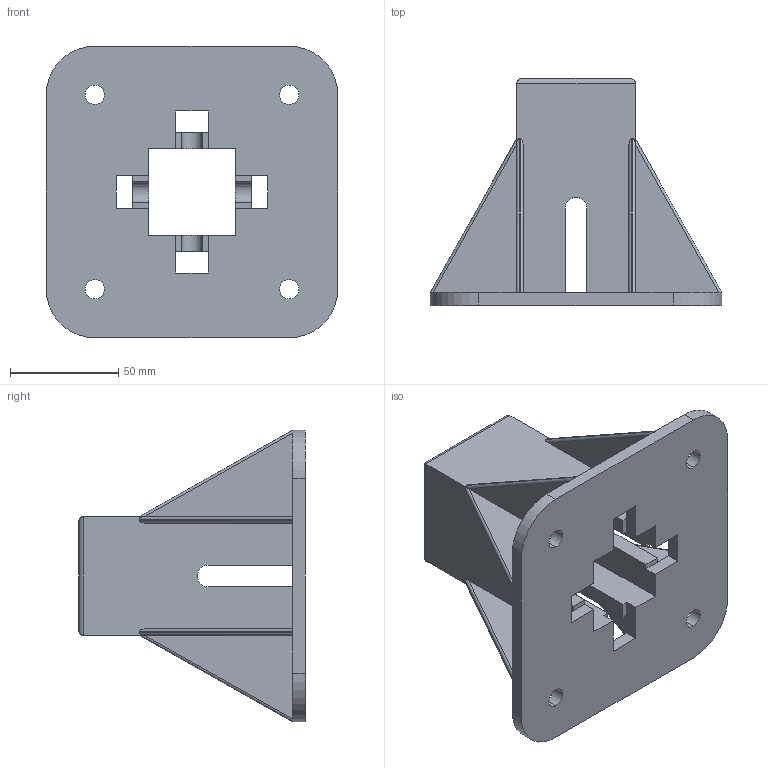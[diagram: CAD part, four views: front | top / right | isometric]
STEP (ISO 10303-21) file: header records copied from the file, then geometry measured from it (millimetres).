
FILE_DESCRIPTION (( 'STEP AP203' ), '1' );
FILE_NAME ('084.409.004.STEP', '2013-01-28T09:26:58', ( 'Alusic' ), ( 'Alusic' ), 'SwSTEP 2.0', 'SolidWorks 2011', '' );
FILE_SCHEMA (( 'CONFIG_CONTROL_DESIGN' ));
Length unit declared in the file: millimetre
Products named in the file (1): 084.409.004
Bounding box: 135 x 105 x 135 mm (x, y, z)
Volume: 251353.8 mm3; surface area: 94058.4 mm2
Topology: 1 solids, 1 shells, 110 faces, 308 edges, 192 vertices
Faces by surface type: plane 74, cylinder 36
Entity records: 3557 total; most frequent: CARTESIAN_POINT 719, ORIENTED_EDGE 616, DIRECTION 526, EDGE_CURVE 308, VECTOR 240, LINE 240, VERTEX_POINT 192, AXIS2_PLACEMENT_3D 143
